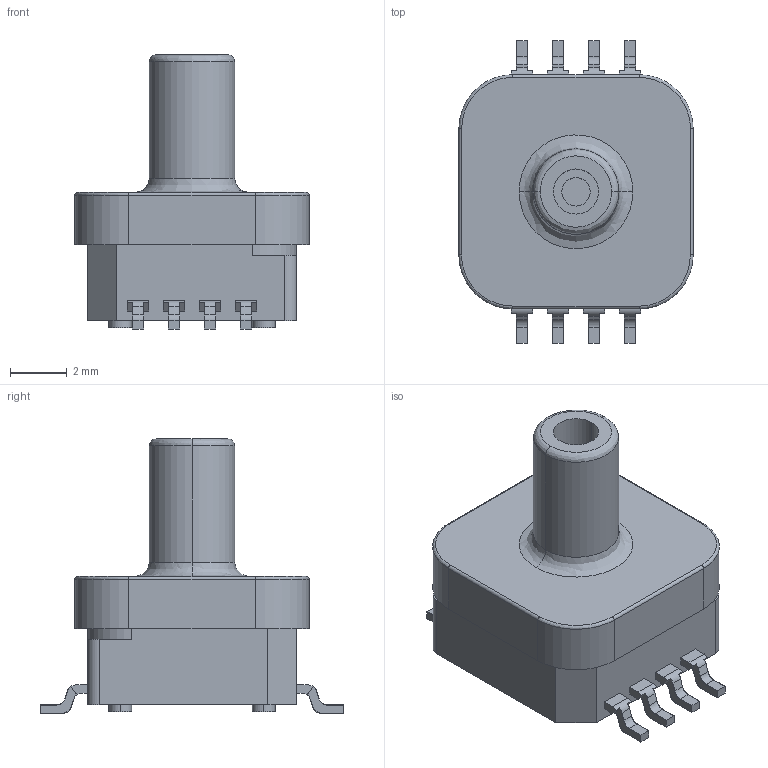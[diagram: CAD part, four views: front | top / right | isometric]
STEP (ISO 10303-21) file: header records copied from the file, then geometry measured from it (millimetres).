
FILE_DESCRIPTION (( 'STEP AP214' ), '1' );
FILE_NAME ('MPXH6400A.STEP', '2021-12-20T13:09:08', ( 'andrei' ), ( '' ), 'SwSTEP 2.0', 'SolidWorks 2020', '' );
FILE_SCHEMA (( 'AUTOMOTIVE_DESIGN' ));
Length unit declared in the file: millimetre
Products named in the file (4): User Library-ZlozenieMPXH6400A_NOGA; User Library-ZlozenieMPXH6400A_Komin; MPXH6400A; User Library-ZlozenieMPXH6400A_podstawa
Assembly tree (10 placements, depth 2):
  MPXH6400A
    User Library-ZlozenieMPXH6400A_Komin
    User Library-ZlozenieMPXH6400A_podstawa
    User Library-ZlozenieMPXH6400A_NOGA  x8
Bounding box: 8.25 x 10.65 x 9.67 mm (x, y, z)
Volume: 274.4 mm3; surface area: 538.5 mm2
Topology: 10 solids, 10 shells, 349 faces, 852 edges, 532 vertices
Faces by surface type: plane 149, cylinder 128, bspline 72
Entity records: 4935 total; most frequent: CARTESIAN_POINT 968, DIRECTION 556, ORIENTED_EDGE 528, EDGE_CURVE 264, AXIS2_PLACEMENT_3D 204, VERTEX_POINT 168, VECTOR 148, LINE 148
